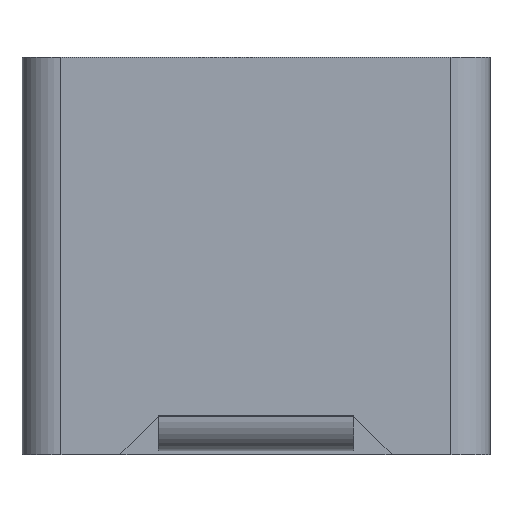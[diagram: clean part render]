
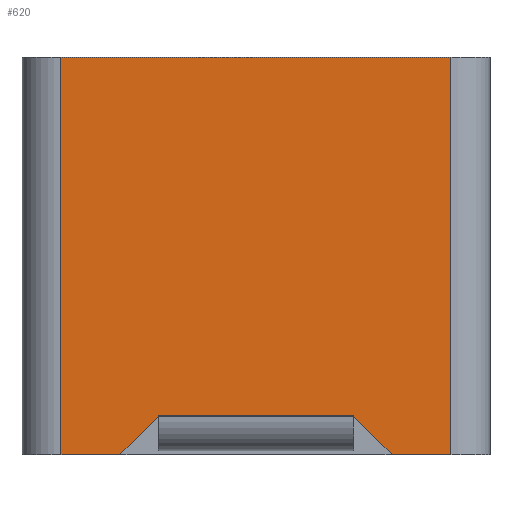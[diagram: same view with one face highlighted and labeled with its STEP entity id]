
A CAD part, left-side view. The second image highlights one B-rep face of the part: STEP entity #620.
In plain terms, the highlighted planar face has unit normal (-1, 0, 0).
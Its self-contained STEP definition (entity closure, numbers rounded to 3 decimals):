
#13=DIRECTION('',(0.,0.,1.));
#43=VECTOR('',#13,1.);
#491=DIRECTION('',(-1.,0.,0.));
#494=VERTEX_POINT('',#495);
#495=CARTESIAN_POINT('',(-6.,-5.,10.2));
#499=ORIENTED_EDGE('',*,*,#500,.T.);
#500=EDGE_CURVE('',#494,#501,#503,.T.);
#501=VERTEX_POINT('',#502);
#502=CARTESIAN_POINT('',(-6.,5.,10.2));
#503=LINE('',#504,#505);
#504=CARTESIAN_POINT('',(-6.,-6.,10.2));
#505=VECTOR('',#506,1.);
#506=DIRECTION('',(0.,1.,0.));
#566=VECTOR('',#567,1.);
#567=DIRECTION('',(0.,0.,-1.));
#593=VERTEX_POINT('',#594);
#594=CARTESIAN_POINT('',(-6.,5.,0.));
#599=EDGE_CURVE('',#593,#501,#600,.T.);
#600=LINE('',#594,#43);
#620=ADVANCED_FACE('',(#621),#671,.T.);
#621=FACE_BOUND('',#622,.T.);
#622=EDGE_LOOP('',(#623,#631,#499,#634,#635,#639,#647,#653,#659,#665)  );
#623=ORIENTED_EDGE('',*,*,#624,.F.);
#624=EDGE_CURVE('',#625,#627,#629,.T.);
#625=VERTEX_POINT('',#626);
#626=CARTESIAN_POINT('',(-6.,-5.,0.));
#627=VERTEX_POINT('',#628);
#628=CARTESIAN_POINT('',(-6.,-3.49,0.));
#629=LINE('',#630,#505);
#630=CARTESIAN_POINT('',(-6.,-6.,0.));
#631=ORIENTED_EDGE('',*,*,#632,.T.);
#632=EDGE_CURVE('',#625,#494,#633,.T.);
#633=LINE('',#626,#43);
#634=ORIENTED_EDGE('',*,*,#599,.F.);
#635=ORIENTED_EDGE('',*,*,#636,.F.);
#636=EDGE_CURVE('',#637,#593,#629,.T.);
#637=VERTEX_POINT('',#638);
#638=CARTESIAN_POINT('',(-6.,3.49,0.));
#639=ORIENTED_EDGE('',*,*,#640,.T.);
#640=EDGE_CURVE('',#637,#641,#643,.T.);
#641=VERTEX_POINT('',#642);
#642=CARTESIAN_POINT('',(-6.,2.5,0.99));
#643=LINE('',#644,#645);
#644=CARTESIAN_POINT('',(-6.,0.87,2.62));
#645=VECTOR('',#646,1.);
#646=DIRECTION('',(0.,-0.707,0.707));
#647=ORIENTED_EDGE('',*,*,#648,.F.);
#648=EDGE_CURVE('',#649,#641,#651,.T.);
#649=VERTEX_POINT('',#650);
#650=CARTESIAN_POINT('',(-6.,2.5,1.));
#651=LINE('',#652,#566);
#652=CARTESIAN_POINT('',(-6.,2.5,0.));
#653=ORIENTED_EDGE('',*,*,#654,.F.);
#654=EDGE_CURVE('',#655,#649,#657,.T.);
#655=VERTEX_POINT('',#656);
#656=CARTESIAN_POINT('',(-6.,-2.5,1.));
#657=LINE('',#658,#505);
#658=CARTESIAN_POINT('',(-6.,-4.25,1.));
#659=ORIENTED_EDGE('',*,*,#660,.T.);
#660=EDGE_CURVE('',#655,#661,#663,.T.);
#661=VERTEX_POINT('',#662);
#662=CARTESIAN_POINT('',(-6.,-2.5,0.99));
#663=LINE('',#664,#566);
#664=CARTESIAN_POINT('',(-6.,-2.5,0.));
#665=ORIENTED_EDGE('',*,*,#666,.F.);
#666=EDGE_CURVE('',#627,#661,#667,.T.);
#667=LINE('',#668,#669);
#668=CARTESIAN_POINT('',(-6.,-3.87,-0.38));
#669=VECTOR('',#670,1.);
#670=DIRECTION('',(0.,0.707,0.707));
#671=PLANE('',#672);
#672=AXIS2_PLACEMENT_3D('',#630,#491,#506);
